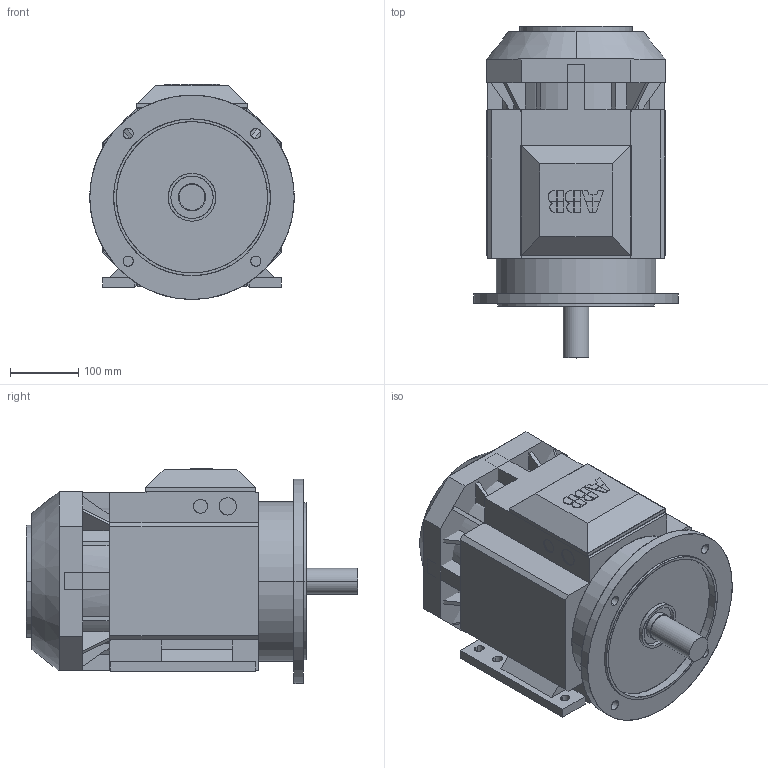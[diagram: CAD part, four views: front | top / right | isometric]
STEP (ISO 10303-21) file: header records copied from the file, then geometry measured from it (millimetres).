
FILE_DESCRIPTION(/* description */ (''),/* implementation_level */ '2;1');
FILE_NAME(/* name */ 'M3AA IE2 132L B35.stp',/* time_stamp */ '2015-07-31T08:43:53+02:00',/* author */ (''),/* organization */ (''),/* preprocessor_version */ 'ST-DEVELOPER v14',/* originating_system */ 'SIEMENS PLM Software NX 8.0',/* authorisation */ '');
FILE_SCHEMA (('AUTOMOTIVE_DESIGN { 1 0 10303 214 3 1 1 1 }'));
Length unit declared in the file: millimetre
Products named in the file (1): M3AA IE2 132L B35_igs
Bounding box: 300 x 487 x 315.5 mm (x, y, z)
Surface area: 1209680.2 mm2 (no closed solid volume)
Topology: 0 solids, 470 shells, 470 faces, 2480 edges, 2480 vertices
Faces by surface type: plane 377, cylinder 79, bspline 10, cone 4
Entity records: 29734 total; most frequent: CARTESIAN_POINT 7919, DIRECTION 3150, ORIENTED_EDGE 2480, VERTEX_POINT 2480, EDGE_CURVE 2480, LINE 1864, VECTOR 1864, AXIS2_PLACEMENT_3D 643
